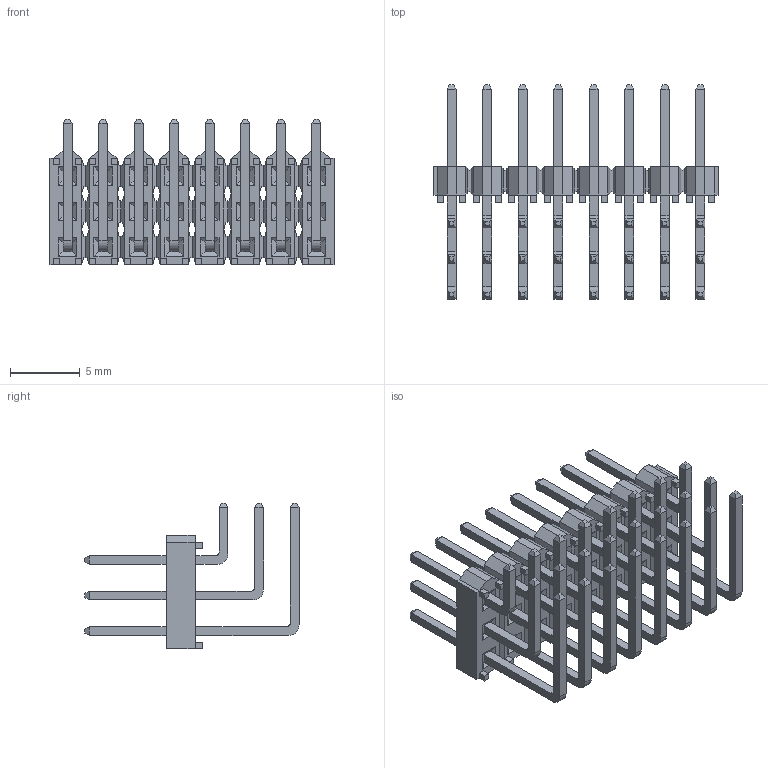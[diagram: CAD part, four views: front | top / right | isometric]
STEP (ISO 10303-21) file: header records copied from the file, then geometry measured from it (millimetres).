
FILE_DESCRIPTION (( 'STEP AP214' ), '1' );
FILE_NAME ('Samtec-TSW-108-08-F-T-RA.step', '2015-01-14T18:39:58', ( 'Windows User' ), ( '' ), 'SwSTEP 2.0', 'SolidWorks 2015', '' );
FILE_SCHEMA (( 'AUTOMOTIVE_DESIGN' ));
Length unit declared in the file: inch
Products named in the file (1): Samtec-TSW-108-08-F-T-RA
Bounding box: 20.32 x 15.3 x 10.41 mm (x, y, z)
Volume: 460.3 mm3; surface area: 1601.8 mm2
Topology: 1 solids, 1 shells, 1126 faces, 2698 edges, 1594 vertices
Faces by surface type: plane 1078, cylinder 48
Entity records: 39096 total; most frequent: CARTESIAN_POINT 5419, ORIENTED_EDGE 5396, DIRECTION 5048, EDGE_CURVE 2698, LINE 2602, VECTOR 2602, VERTEX_POINT 1594, AXIS2_PLACEMENT_3D 1223
